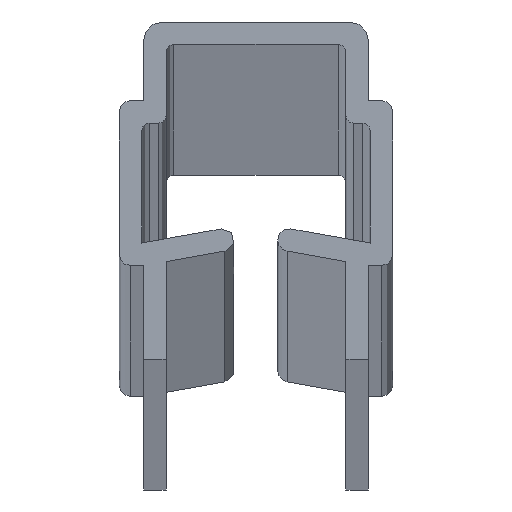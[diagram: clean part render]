
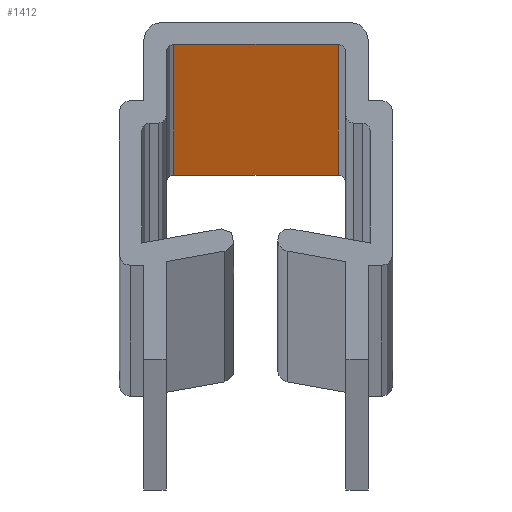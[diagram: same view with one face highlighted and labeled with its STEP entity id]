
A CAD part, top view. The second image highlights one B-rep face of the part: STEP entity #1412.
In plain terms, the highlighted planar face has unit normal (0, -1, 0).
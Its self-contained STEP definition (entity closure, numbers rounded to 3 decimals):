
#81 = DIRECTION ( 'NONE',  ( 1., 0., 0. ) ) ;
#132 = ORIENTED_EDGE ( 'NONE', *, *, #1253, .F. ) ;
#168 = AXIS2_PLACEMENT_3D ( 'NONE', #591, #473, #711 ) ;
#443 = EDGE_CURVE ( 'NONE', #1461, #1333, #1213, .T. ) ;
#456 = CARTESIAN_POINT ( 'NONE',  ( 2.2, 8.4, 0. ) ) ;
#473 = DIRECTION ( 'NONE',  ( 0., -1., 0. ) ) ;
#521 = LINE ( 'NONE', #983, #803 ) ;
#526 = VECTOR ( 'NONE', #1418, 1000. ) ;
#556 = EDGE_CURVE ( 'NONE', #756, #1461, #860, .T. ) ;
#591 = CARTESIAN_POINT ( 'NONE',  ( -2.2, 8.4, -2000. ) ) ;
#644 = VECTOR ( 'NONE', #1210, 1000. ) ;
#701 = VECTOR ( 'NONE', #850, 1000. ) ;
#705 = CARTESIAN_POINT ( 'NONE',  ( -2.2, 8.4, 0. ) ) ;
#711 = DIRECTION ( 'NONE',  ( 0., 0., -1. ) ) ;
#756 = VERTEX_POINT ( 'NONE', #903 ) ;
#803 = VECTOR ( 'NONE', #81, 1000. ) ;
#805 = PLANE ( 'NONE',  #168 ) ;
#850 = DIRECTION ( 'NONE',  ( 1., 0., 0. ) ) ;
#860 = LINE ( 'NONE', #862, #701 ) ;
#862 = CARTESIAN_POINT ( 'NONE',  ( -3.35, 8.4, -2000. ) ) ;
#867 = VERTEX_POINT ( 'NONE', #705 ) ;
#903 = CARTESIAN_POINT ( 'NONE',  ( -2.2, 8.4, -2000. ) ) ;
#919 = ORIENTED_EDGE ( 'NONE', *, *, #443, .T. ) ;
#940 = LINE ( 'NONE', #1326, #644 ) ;
#983 = CARTESIAN_POINT ( 'NONE',  ( -3.35, 8.4, 0. ) ) ;
#997 = FACE_OUTER_BOUND ( 'NONE', #1311, .T. ) ;
#1071 = CARTESIAN_POINT ( 'NONE',  ( 2.2, 8.4, -2000. ) ) ;
#1117 = ORIENTED_EDGE ( 'NONE', *, *, #1179, .T. ) ;
#1161 = CARTESIAN_POINT ( 'NONE',  ( 2.2, 8.4, -2000. ) ) ;
#1169 = ORIENTED_EDGE ( 'NONE', *, *, #556, .T. ) ;
#1179 = EDGE_CURVE ( 'NONE', #867, #756, #940, .T. ) ;
#1210 = DIRECTION ( 'NONE',  ( 0., 0., -1. ) ) ;
#1213 = LINE ( 'NONE', #1071, #526 ) ;
#1253 = EDGE_CURVE ( 'NONE', #867, #1333, #521, .T. ) ;
#1311 = EDGE_LOOP ( 'NONE', ( #1169, #919, #132, #1117 ) ) ;
#1326 = CARTESIAN_POINT ( 'NONE',  ( -2.2, 8.4, -2000. ) ) ;
#1333 = VERTEX_POINT ( 'NONE', #456 ) ;
#1412 = ADVANCED_FACE ( 'NONE', ( #997 ), #805, .T. ) ;
#1418 = DIRECTION ( 'NONE',  ( 0., 0., 1. ) ) ;
#1461 = VERTEX_POINT ( 'NONE', #1161 ) ;
